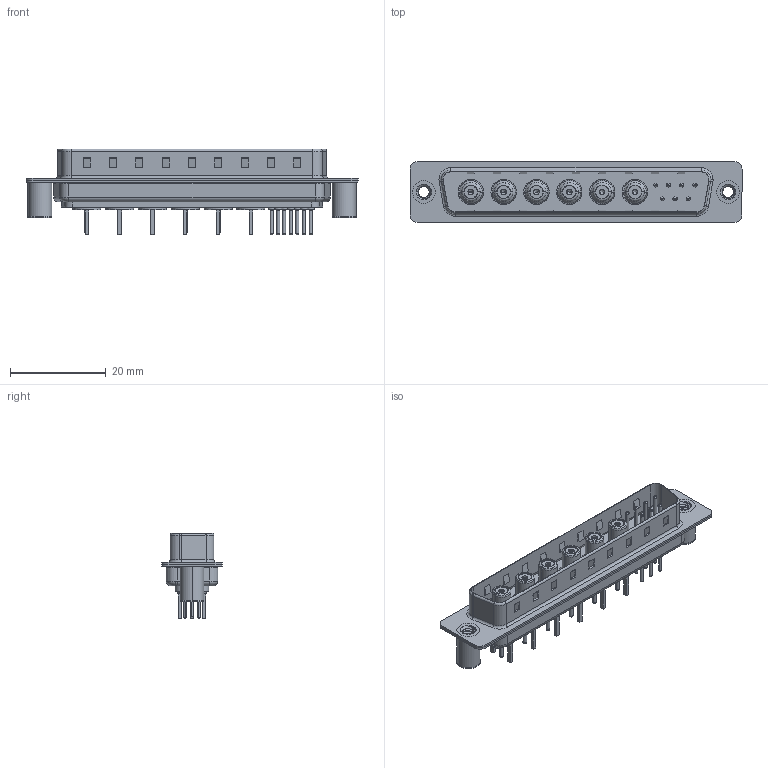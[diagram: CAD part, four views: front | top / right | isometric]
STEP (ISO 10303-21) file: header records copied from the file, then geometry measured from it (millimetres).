
FILE_DESCRIPTION (( 'STEP AP203' ), '1' );
FILE_NAME ('627-13W6224-5N3.STEP', '2019-05-28T20:01:16', ( '' ), ( '' ), 'SwSTEP 2.0', 'SolidWorks 2016', '' );
FILE_SCHEMA (( 'CONFIG_CONTROL_DESIGN' ));
Length unit declared in the file: millimetre
Products named in the file (13): Socket_Str; 627Combo Housing_13W6; Co-Ax Jack Assy_S; 627Combo Shell Rear_37 Contacts; 627Combo Contact Row 1_24; 627Combo Shell Front_37 Contacts; 627Combo Contact Row 2_24; 627Combo Threaded Board Spacer_3; 627-13W6224-5N3; Co-Ax Jack_Straight PC Tail; Insulator Socket; Insulator Socket 2; Locking Collar
Assembly tree (23 placements, depth 3):
  627-13W6224-5N3
    627Combo Housing_13W6
    627Combo Shell Rear_37 Contacts
    627Combo Shell Front_37 Contacts
    627Combo Threaded Board Spacer_3  x2
    Co-Ax Jack Assy_S  x6
      Co-Ax Jack_Straight PC Tail
      Insulator Socket
      Insulator Socket 2
      Locking Collar
      Socket_Str
    627Combo Contact Row 1_24  x4
    627Combo Contact Row 2_24  x3
Bounding box: 69.3 x 12.6 x 17.9 mm (x, y, z)
Volume: 4019.2 mm3; surface area: 11749.7 mm2
Topology: 42 solids, 42 shells, 1371 faces, 3153 edges, 1960 vertices
Faces by surface type: cylinder 545, plane 534, torus 190, cone 72, bspline 18, sphere 12
Entity records: 22363 total; most frequent: CARTESIAN_POINT 5031, DIRECTION 3468, ORIENTED_EDGE 3118, EDGE_CURVE 1559, AXIS2_PLACEMENT_3D 1316, VERTEX_POINT 983, LINE 836, VECTOR 836
